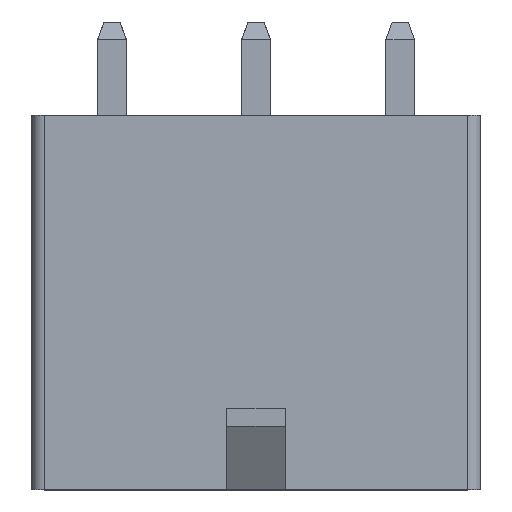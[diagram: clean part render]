
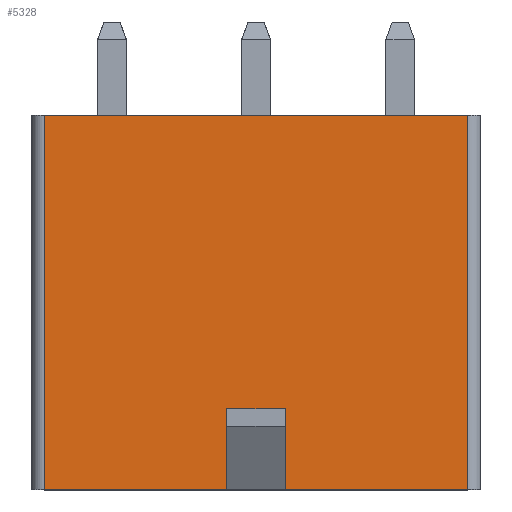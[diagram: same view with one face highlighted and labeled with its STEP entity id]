
A CAD part, top view. The second image highlights one B-rep face of the part: STEP entity #5328.
In plain terms, the highlighted planar face has unit normal (0, 0, 1).
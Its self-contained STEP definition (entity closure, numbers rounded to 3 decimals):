
#1171=ORIENTED_EDGE('',*,*,#1939,.T.);
#1172=ORIENTED_EDGE('',*,*,#2202,.T.);
#1173=ORIENTED_EDGE('',*,*,#2186,.F.);
#1174=ORIENTED_EDGE('',*,*,#2203,.F.);
#1175=ORIENTED_EDGE('',*,*,#2204,.F.);
#1176=ORIENTED_EDGE('',*,*,#2205,.T.);
#1177=ORIENTED_EDGE('',*,*,#2194,.F.);
#1178=ORIENTED_EDGE('',*,*,#2206,.T.);
#1939=EDGE_CURVE('',#2580,#2579,#3105,.T.);
#2186=EDGE_CURVE('',#2762,#2763,#3346,.T.);
#2194=EDGE_CURVE('',#2770,#2771,#3350,.T.);
#2202=EDGE_CURVE('',#2579,#2763,#3358,.T.);
#2203=EDGE_CURVE('',#2772,#2762,#3359,.T.);
#2204=EDGE_CURVE('',#2773,#2772,#3360,.T.);
#2205=EDGE_CURVE('',#2773,#2771,#3361,.T.);
#2206=EDGE_CURVE('',#2770,#2580,#3362,.F.);
#2579=VERTEX_POINT('',#7881);
#2580=VERTEX_POINT('',#7883);
#2762=VERTEX_POINT('',#8383);
#2763=VERTEX_POINT('',#8384);
#2770=VERTEX_POINT('',#8398);
#2771=VERTEX_POINT('',#8400);
#2772=VERTEX_POINT('',#8414);
#2773=VERTEX_POINT('',#8416);
#3105=LINE('',#7882,#3792);
#3346=LINE('',#8382,#4033);
#3350=LINE('',#8399,#4037);
#3358=LINE('',#8412,#4045);
#3359=LINE('',#8413,#4046);
#3360=LINE('',#8415,#4047);
#3361=LINE('',#8417,#4048);
#3362=LINE('',#8418,#4049);
#3792=VECTOR('',#6414,1000.);
#4033=VECTOR('',#6809,1000.);
#4037=VECTOR('',#6821,1000.);
#4045=VECTOR('',#6837,1000.);
#4046=VECTOR('',#6838,1000.);
#4047=VECTOR('',#6839,1000.);
#4048=VECTOR('',#6840,1000.);
#4049=VECTOR('',#6841,1000.);
#4429=EDGE_LOOP('',(#1171,#1172,#1173,#1174,#1175,#1176,#1177,#1178));
#4758=FACE_BOUND('',#4429,.T.);
#5036=PLANE('',#5707);
#5328=ADVANCED_FACE('',(#4758),#5036,.T.);
#5707=AXIS2_PLACEMENT_3D('',#8411,#6835,#6836);
#6414=DIRECTION('',(-1.,0.,0.));
#6809=DIRECTION('',(-1.,0.,0.));
#6821=DIRECTION('',(-1.,0.,0.));
#6835=DIRECTION('',(0.,0.,1.));
#6836=DIRECTION('',(1.,0.,0.));
#6837=DIRECTION('',(0.,-1.,0.));
#6838=DIRECTION('',(0.,-1.,0.));
#6839=DIRECTION('',(-1.,0.,0.));
#6840=DIRECTION('',(0.,-1.,0.));
#6841=DIRECTION('',(0.,-1.,0.));
#7881=CARTESIAN_POINT('',(-8.375,14.8,6.24));
#7882=CARTESIAN_POINT('',(8.875,14.8,6.24));
#7883=CARTESIAN_POINT('',(8.375,14.8,6.24));
#8382=CARTESIAN_POINT('',(8.875,0.,6.24));
#8383=CARTESIAN_POINT('',(-1.15,0.,6.24));
#8384=CARTESIAN_POINT('',(-8.375,0.,6.24));
#8398=CARTESIAN_POINT('',(8.375,0.,6.24));
#8399=CARTESIAN_POINT('',(8.875,0.,6.24));
#8400=CARTESIAN_POINT('',(1.15,0.,6.24));
#8411=CARTESIAN_POINT('',(8.875,14.8,6.24));
#8412=CARTESIAN_POINT('',(-8.375,14.8,6.24));
#8413=CARTESIAN_POINT('',(-1.15,0.,6.24));
#8414=CARTESIAN_POINT('',(-1.15,3.,6.24));
#8415=CARTESIAN_POINT('',(1.15,3.,6.24));
#8416=CARTESIAN_POINT('',(1.15,3.,6.24));
#8417=CARTESIAN_POINT('',(1.15,0.,6.24));
#8418=CARTESIAN_POINT('',(8.375,14.8,6.24));
